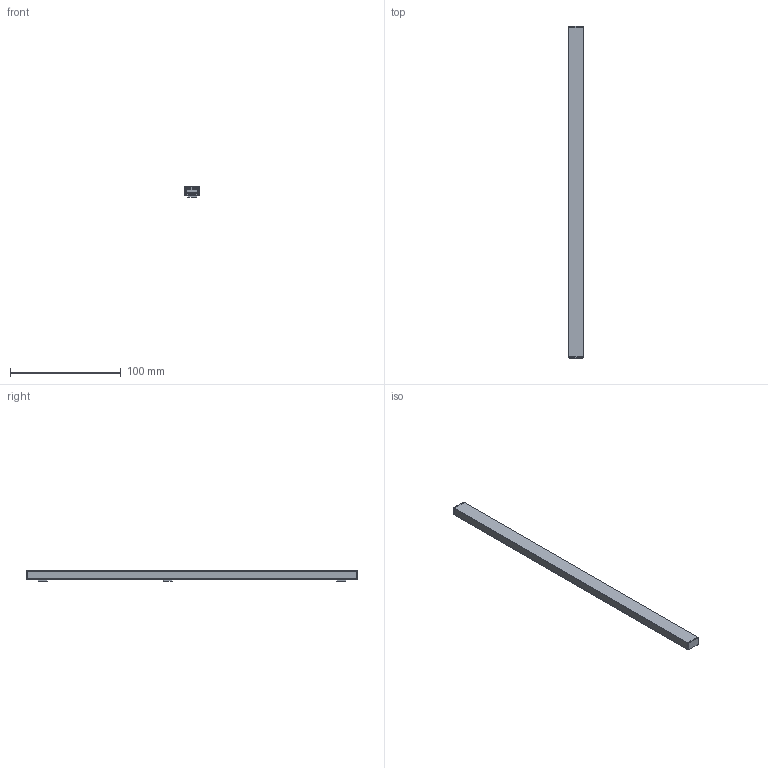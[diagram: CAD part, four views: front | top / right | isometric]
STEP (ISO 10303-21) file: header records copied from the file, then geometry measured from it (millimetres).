
FILE_DESCRIPTION(/* description */ ('This is a sample STEP configuration'),/* implementation_level */ '2;1');
FILE_NAME(/* name */ '708-003034xxxxxx SIMPLE.ipt_Rev_00.1.stp',/* time_stamp */ '2023-04-04T14:52:39+02:00',/* author */ ('powerJobs'),/* organization */ ('coolOrange'),/* preprocessor_version */ 'ST-DEVELOPER v19.2',/* originating_system */ 'Autodesk Inventor 2023',/* authorisation */ '');
FILE_SCHEMA (('AUTOMOTIVE_DESIGN { 1 0 10303 214 3 1 1 }'));
Products named in the file (1): ENG000026414
Bounding box: 13.2 x 299.5 x 9.27 mm (x, y, z)
Volume: 15652 mm3; surface area: 24926.3 mm2
Topology: 1 solids, 1 shells, 3595 faces, 10282 edges, 6870 vertices
Faces by surface type: plane 2431, cylinder 906, sphere 186, bspline 48, torus 20, cone 4
Full cylindrical faces by diameter (mm): 0.9 x2, 1.48 x2, 1.8 x2, 2 x2
Entity records: 120405 total; most frequent: CARTESIAN_POINT 25714, ORIENTED_EDGE 20520, DIRECTION 18588, EDGE_CURVE 10260, LINE 7860, VECTOR 7860, VERTEX_POINT 6870, AXIS2_PLACEMENT_3D 5364
